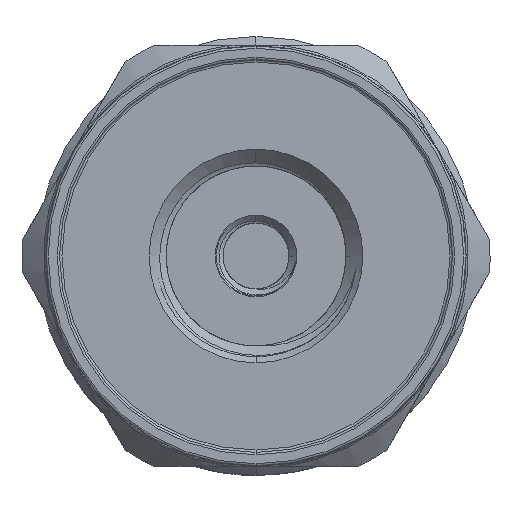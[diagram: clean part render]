
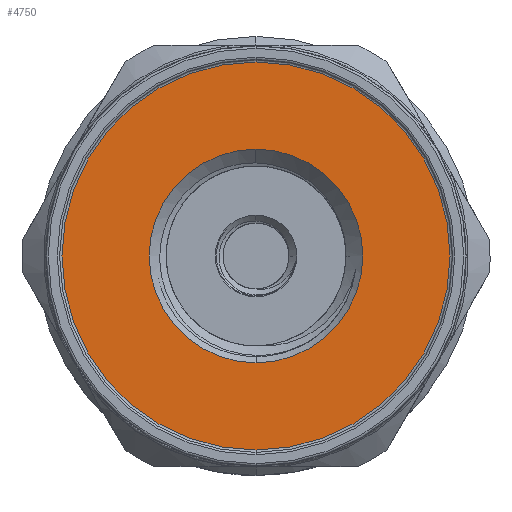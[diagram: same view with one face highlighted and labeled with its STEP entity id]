
A CAD part, front view. The second image highlights one B-rep face of the part: STEP entity #4750.
In plain terms, the highlighted planar face has unit normal (0, -1, 0).
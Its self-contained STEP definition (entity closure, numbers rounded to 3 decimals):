
#1115 = CARTESIAN_POINT ( 'NONE',  ( 0., -20.75, 0. ) ) ;
#1201 = CARTESIAN_POINT ( 'NONE',  ( 0., -20.75, 0. ) ) ;
#1521 = CARTESIAN_POINT ( 'NONE',  ( 0., -20.75, -6.8 ) ) ;
#1541 = CARTESIAN_POINT ( 'NONE',  ( 0., -20.75, 0. ) ) ;
#1858 = EDGE_CURVE ( 'NONE', #10500, #4283, #4441, .T. ) ;
#2061 = DIRECTION ( 'NONE',  ( 0., 1., 0. ) ) ;
#2250 = DIRECTION ( 'NONE',  ( 0., 0., -1. ) ) ;
#2295 = DIRECTION ( 'NONE',  ( 0., 0., -1. ) ) ;
#2354 = CARTESIAN_POINT ( 'NONE',  ( 0., -20.75, -12.35 ) ) ;
#2868 = CIRCLE ( 'NONE', #12172, 12.35 ) ;
#3057 = EDGE_CURVE ( 'NONE', #4283, #10500, #2868, .T. ) ;
#3291 = CARTESIAN_POINT ( 'NONE',  ( 0., -20.75, 12.35 ) ) ;
#3932 = DIRECTION ( 'NONE',  ( 0., 0., -1. ) ) ;
#4283 = VERTEX_POINT ( 'NONE', #3291 ) ;
#4291 = ORIENTED_EDGE ( 'NONE', *, *, #1858, .T. ) ;
#4441 = CIRCLE ( 'NONE', #10010, 12.35 ) ;
#4750 = ADVANCED_FACE ( 'NONE', ( #9163, #5283 ), #8195, .T. ) ;
#5073 = DIRECTION ( 'NONE',  ( 0., -1., 0. ) ) ;
#5283 = FACE_OUTER_BOUND ( 'NONE', #10463, .T. ) ;
#5703 = VERTEX_POINT ( 'NONE', #1521 ) ;
#5840 = CARTESIAN_POINT ( 'NONE',  ( 0., -20.75, 0. ) ) ;
#6203 = DIRECTION ( 'NONE',  ( 0., -1., 0. ) ) ;
#6448 = AXIS2_PLACEMENT_3D ( 'NONE', #1115, #5073, #2295 ) ;
#6605 = DIRECTION ( 'NONE',  ( 0., 0., 1. ) ) ;
#6795 = CIRCLE ( 'NONE', #8240, 6.8 ) ;
#7426 = AXIS2_PLACEMENT_3D ( 'NONE', #1541, #8608, #6605 ) ;
#7973 = DIRECTION ( 'NONE',  ( 0., 0., 1. ) ) ;
#8036 = EDGE_LOOP ( 'NONE', ( #8087, #12509 ) ) ;
#8087 = ORIENTED_EDGE ( 'NONE', *, *, #8105, .T. ) ;
#8105 = EDGE_CURVE ( 'NONE', #5703, #9831, #8857, .T. ) ;
#8195 = PLANE ( 'NONE',  #6448 ) ;
#8240 = AXIS2_PLACEMENT_3D ( 'NONE', #5840, #2061, #7973 ) ;
#8304 = EDGE_CURVE ( 'NONE', #9831, #5703, #6795, .T. ) ;
#8608 = DIRECTION ( 'NONE',  ( 0., 1., 0. ) ) ;
#8739 = ORIENTED_EDGE ( 'NONE', *, *, #3057, .T. ) ;
#8857 = CIRCLE ( 'NONE', #7426, 6.8 ) ;
#9163 = FACE_BOUND ( 'NONE', #8036, .T. ) ;
#9831 = VERTEX_POINT ( 'NONE', #11276 ) ;
#10010 = AXIS2_PLACEMENT_3D ( 'NONE', #1201, #6203, #2250 ) ;
#10463 = EDGE_LOOP ( 'NONE', ( #4291, #8739 ) ) ;
#10500 = VERTEX_POINT ( 'NONE', #2354 ) ;
#10728 = CARTESIAN_POINT ( 'NONE',  ( 0., -20.75, 0. ) ) ;
#11276 = CARTESIAN_POINT ( 'NONE',  ( 0., -20.75, 6.8 ) ) ;
#11758 = DIRECTION ( 'NONE',  ( 0., -1., 0. ) ) ;
#12172 = AXIS2_PLACEMENT_3D ( 'NONE', #10728, #11758, #3932 ) ;
#12509 = ORIENTED_EDGE ( 'NONE', *, *, #8304, .T. ) ;
